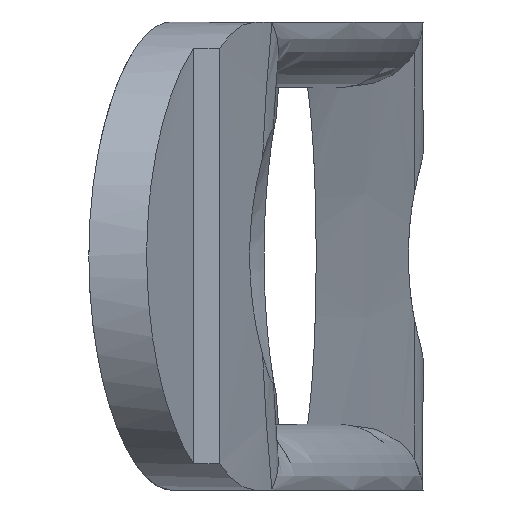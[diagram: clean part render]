
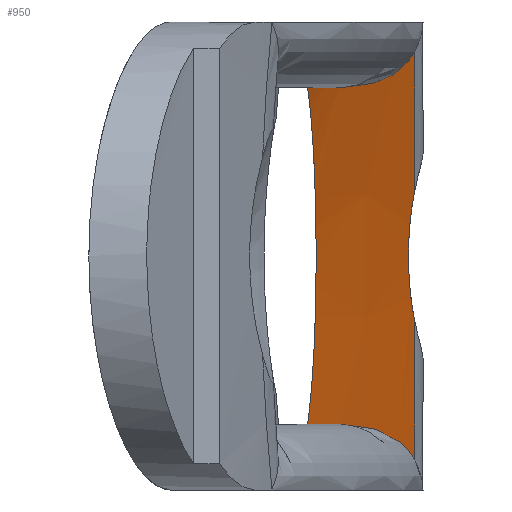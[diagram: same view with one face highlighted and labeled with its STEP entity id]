
A CAD part, left-side view. The second image highlights one B-rep face of the part: STEP entity #950.
In plain terms, the highlighted conical face has half-angle 79.438 degrees and reference radius 0 mm.
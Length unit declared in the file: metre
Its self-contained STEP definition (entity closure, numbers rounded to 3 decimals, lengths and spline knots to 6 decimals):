
#48=CONICAL_SURFACE('',#1033,0.,1.386);
#119=B_SPLINE_CURVE_WITH_KNOTS('',3,(#1575,#1576,#1577,#1578,#1579,#1580,
#1581),.UNSPECIFIED.,.F.,.F.,(4,1,1,1,4),(0.038052,0.042503,
0.046954,0.051405,0.055856),.UNSPECIFIED.);
#134=B_SPLINE_CURVE_WITH_KNOTS('',3,(#1717,#1718,#1719,#1720),
 .UNSPECIFIED.,.F.,.F.,(4,4),(0.157024,0.163202),
 .UNSPECIFIED.);
#135=B_SPLINE_CURVE_WITH_KNOTS('',3,(#1722,#1723,#1724,#1725,#1726,#1727,
#1728,#1729),.UNSPECIFIED.,.F.,.F.,(4,1,1,1,1,4),(0.,
0.003304,0.006609,0.009913,0.011565,
0.013217),.UNSPECIFIED.);
#136=B_SPLINE_CURVE_WITH_KNOTS('',3,(#1731,#1732,#1733,#1734),
 .UNSPECIFIED.,.F.,.F.,(4,4),(-0.001745,0.004936),
 .UNSPECIFIED.);
#137=B_SPLINE_CURVE_WITH_KNOTS('',3,(#1736,#1737,#1738,#1739,#1740),
 .UNSPECIFIED.,.F.,.F.,(4,1,4),(0.001879,0.005174,
0.008469),.UNSPECIFIED.);
#138=B_SPLINE_CURVE_WITH_KNOTS('',3,(#1742,#1743,#1744,#1745),
 .UNSPECIFIED.,.F.,.F.,(4,4),(0.,0.006679),.UNSPECIFIED.);
#139=B_SPLINE_CURVE_WITH_KNOTS('',3,(#1747,#1748,#1749,#1750,#1751,#1752,
#1753,#1754),.UNSPECIFIED.,.F.,.F.,(4,1,1,1,1,4),(0.,0.001651,
0.003303,0.006605,0.009908,0.013211),
 .UNSPECIFIED.);
#140=B_SPLINE_CURVE_WITH_KNOTS('',3,(#1756,#1757,#1758,#1759),
 .UNSPECIFIED.,.F.,.F.,(4,4),(0.157024,0.163202),
 .UNSPECIFIED.);
#250=ORIENTED_EDGE('',*,*,#536,.T.);
#251=ORIENTED_EDGE('',*,*,#537,.T.);
#252=ORIENTED_EDGE('',*,*,#538,.T.);
#253=ORIENTED_EDGE('',*,*,#539,.F.);
#254=ORIENTED_EDGE('',*,*,#540,.T.);
#255=ORIENTED_EDGE('',*,*,#541,.T.);
#256=ORIENTED_EDGE('',*,*,#542,.F.);
#257=ORIENTED_EDGE('',*,*,#510,.F.);
#510=EDGE_CURVE('',#651,#652,#119,.T.);
#536=EDGE_CURVE('',#651,#675,#134,.T.);
#537=EDGE_CURVE('',#675,#676,#135,.T.);
#538=EDGE_CURVE('',#676,#677,#136,.T.);
#539=EDGE_CURVE('',#678,#677,#137,.T.);
#540=EDGE_CURVE('',#678,#679,#138,.T.);
#541=EDGE_CURVE('',#679,#680,#139,.T.);
#542=EDGE_CURVE('',#652,#680,#140,.T.);
#651=VERTEX_POINT('',#1574);
#652=VERTEX_POINT('',#1582);
#675=VERTEX_POINT('',#1721);
#676=VERTEX_POINT('',#1730);
#677=VERTEX_POINT('',#1735);
#678=VERTEX_POINT('',#1741);
#679=VERTEX_POINT('',#1746);
#680=VERTEX_POINT('',#1755);
#806=EDGE_LOOP('',(#250,#251,#252,#253,#254,#255,#256,#257));
#874=FACE_BOUND('',#806,.T.);
#950=ADVANCED_FACE('',(#874),#48,.F.);
#1033=AXIS2_PLACEMENT_3D('',#1716,#1167,#1168);
#1167=DIRECTION('',(-0.097,-0.995,0.));
#1168=DIRECTION('',(0.995,-0.097,0.));
#1574=CARTESIAN_POINT('',(-0.022846,-0.010507,-0.008));
#1575=CARTESIAN_POINT('',(-0.022846,-0.010507,-0.008));
#1576=CARTESIAN_POINT('',(-0.021747,-0.010651,-0.007002));
#1577=CARTESIAN_POINT('',(-0.020048,-0.010854,-0.004452));
#1578=CARTESIAN_POINT('',(-0.019222,-0.010944,0.000018));
#1579=CARTESIAN_POINT('',(-0.020063,-0.010852,0.004481));
#1580=CARTESIAN_POINT('',(-0.021748,-0.010651,0.007004));
#1581=CARTESIAN_POINT('',(-0.022846,-0.010507,0.008));
#1582=CARTESIAN_POINT('',(-0.022846,-0.010507,0.008));
#1716=CARTESIAN_POINT('',(-0.032,-0.0073,0.));
#1717=CARTESIAN_POINT('',(-0.022846,-0.010507,-0.008));
#1718=CARTESIAN_POINT('',(-0.020839,-0.010994,-0.008));
#1719=CARTESIAN_POINT('',(-0.018842,-0.011516,-0.008));
#1720=CARTESIAN_POINT('',(-0.016849,-0.01205,-0.008));
#1721=CARTESIAN_POINT('',(-0.016849,-0.01205,-0.008));
#1722=CARTESIAN_POINT('',(-0.016849,-0.01205,-0.008));
#1723=CARTESIAN_POINT('',(-0.015784,-0.012335,-0.008));
#1724=CARTESIAN_POINT('',(-0.013659,-0.012913,-0.00803));
#1725=CARTESIAN_POINT('',(-0.010478,-0.013804,-0.008223));
#1726=CARTESIAN_POINT('',(-0.007854,-0.014555,-0.008568));
#1727=CARTESIAN_POINT('',(-0.005799,-0.015159,-0.009069));
#1728=CARTESIAN_POINT('',(-0.004794,-0.015462,-0.009445));
#1729=CARTESIAN_POINT('',(-0.004328,-0.015608,-0.00971));
#1730=CARTESIAN_POINT('',(-0.004328,-0.015608,-0.00971));
#1731=CARTESIAN_POINT('',(-0.004328,-0.015608,-0.00971));
#1732=CARTESIAN_POINT('',(-0.003842,-0.015609,-0.007537));
#1733=CARTESIAN_POINT('',(-0.003526,-0.015607,-0.005327));
#1734=CARTESIAN_POINT('',(-0.003374,-0.015607,-0.003105));
#1735=CARTESIAN_POINT('',(-0.003374,-0.015607,-0.003105));
#1736=CARTESIAN_POINT('',(-0.003374,-0.015607,0.003105));
#1737=CARTESIAN_POINT('',(-0.003984,-0.015412,0.002196));
#1738=CARTESIAN_POINT('',(-0.004666,-0.015188,0.000011));
#1739=CARTESIAN_POINT('',(-0.003978,-0.015414,-0.002205));
#1740=CARTESIAN_POINT('',(-0.003374,-0.015607,-0.003105));
#1741=CARTESIAN_POINT('',(-0.003374,-0.015607,0.003105));
#1742=CARTESIAN_POINT('',(-0.003374,-0.015607,0.003105));
#1743=CARTESIAN_POINT('',(-0.003526,-0.015607,0.005327));
#1744=CARTESIAN_POINT('',(-0.003842,-0.015609,0.007537));
#1745=CARTESIAN_POINT('',(-0.004328,-0.015608,0.00971));
#1746=CARTESIAN_POINT('',(-0.004328,-0.015608,0.00971));
#1747=CARTESIAN_POINT('',(-0.004328,-0.015608,0.00971));
#1748=CARTESIAN_POINT('',(-0.004797,-0.015461,0.009443));
#1749=CARTESIAN_POINT('',(-0.00579,-0.015161,0.009072));
#1750=CARTESIAN_POINT('',(-0.007858,-0.014554,0.008567));
#1751=CARTESIAN_POINT('',(-0.010489,-0.0138,0.008222));
#1752=CARTESIAN_POINT('',(-0.013658,-0.012914,0.00803));
#1753=CARTESIAN_POINT('',(-0.015784,-0.012335,0.008));
#1754=CARTESIAN_POINT('',(-0.016849,-0.01205,0.008));
#1755=CARTESIAN_POINT('',(-0.016849,-0.01205,0.008));
#1756=CARTESIAN_POINT('',(-0.022846,-0.010507,0.008));
#1757=CARTESIAN_POINT('',(-0.020839,-0.010994,0.008));
#1758=CARTESIAN_POINT('',(-0.018842,-0.011516,0.008));
#1759=CARTESIAN_POINT('',(-0.016849,-0.01205,0.008));
